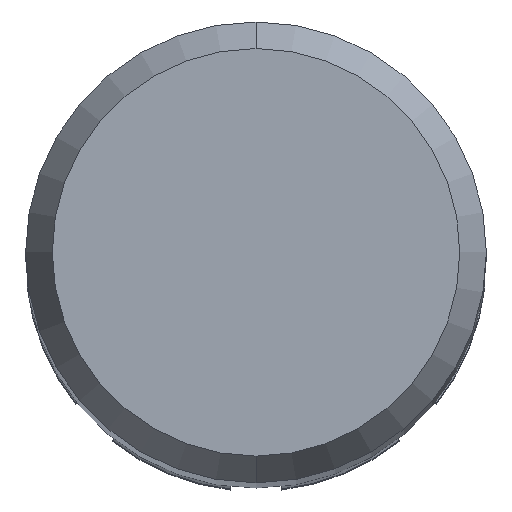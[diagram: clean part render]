
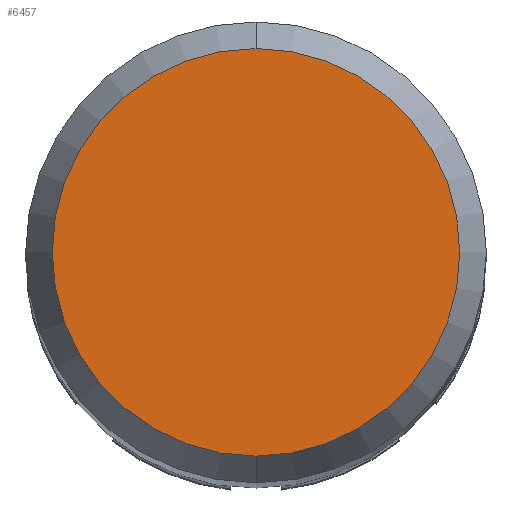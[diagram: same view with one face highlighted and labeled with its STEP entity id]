
A CAD part, top view. The second image highlights one B-rep face of the part: STEP entity #6457.
In plain terms, the highlighted planar face has unit normal (0, 0, 1).
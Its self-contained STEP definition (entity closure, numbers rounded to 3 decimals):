
#5307=EDGE_CURVE('',#8883,#9941,#12267,.T.);
#6457=ADVANCED_FACE('',(#13503),#13504,.T.);
#8883=VERTEX_POINT('',#16147);
#9893=EDGE_CURVE('',#9941,#8883,#17254,.T.);
#9941=VERTEX_POINT('',#17305);
#12267=CIRCLE('',#21166,3.538);
#13503=FACE_OUTER_BOUND('',#23446,.T.);
#13504=PLANE('',#23447);
#16147=CARTESIAN_POINT('',(0.,-3.538,0.0));
#17254=CIRCLE('',#30203,3.538);
#17305=CARTESIAN_POINT('',(0.0,3.538,0.0));
#21166=AXIS2_PLACEMENT_3D('',#32814,#32815,#32816);
#23446=EDGE_LOOP('',(#34087,#34088));
#23447=AXIS2_PLACEMENT_3D('',#34089,#34090,#34091);
#30203=AXIS2_PLACEMENT_3D('',#38240,#38241,#38242);
#32814=CARTESIAN_POINT('',(0.0,0.0,0.0));
#32815=DIRECTION('',(0.0,0.0,-1.0));
#32816=DIRECTION('',(0.0,1.0,0.0));
#34087=ORIENTED_EDGE('',*,*,#9893,.F.);
#34088=ORIENTED_EDGE('',*,*,#5307,.F.);
#34089=CARTESIAN_POINT('',(0.0,1.769,0.0));
#34090=DIRECTION('',(-0.0,0.0,1.0));
#34091=DIRECTION('',(0.0,-1.0,0.0));
#38240=CARTESIAN_POINT('',(0.0,0.0,0.0));
#38241=DIRECTION('',(0.0,0.0,-1.0));
#38242=DIRECTION('',(0.0,1.0,0.0));
